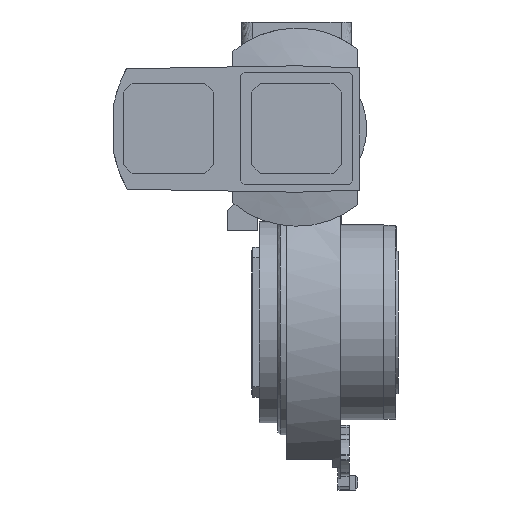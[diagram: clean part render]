
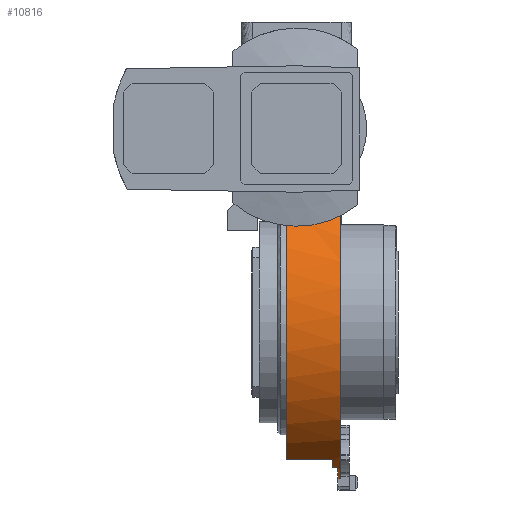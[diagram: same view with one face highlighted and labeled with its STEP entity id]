
A CAD part, left-side view. The second image highlights one B-rep face of the part: STEP entity #10816.
In plain terms, the highlighted cylindrical face has radius 128 mm (diameter 256 mm), a partial arc.
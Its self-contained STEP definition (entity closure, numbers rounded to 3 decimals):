
#18=CYLINDRICAL_SURFACE('',#11237,128.);
#67=CIRCLE('',#11238,128.);
#68=CIRCLE('',#11239,128.);
#69=CIRCLE('',#11240,128.);
#70=CIRCLE('',#11241,128.);
#802=FACE_OUTER_BOUND('',#1414,.T.);
#1414=EDGE_LOOP('',(#8605,#8606,#8607,#8608,#8609,#8610,#8611,#8612));
#1991=B_SPLINE_CURVE_WITH_KNOTS('',3,(#18402,#18403,#18404,#18405,#18406,
#18407,#18408,#18409,#18410,#18411,#18412,#18413),.UNSPECIFIED.,.F.,.F.,
(4,2,2,2,2,4),(2.278,2.29,3.053,4.277,
5.502,6.649),.UNSPECIFIED.);
#2652=LINE('',#18391,#3680);
#2653=LINE('',#18395,#3681);
#2654=LINE('',#18399,#3682);
#3680=VECTOR('',#12570,10.);
#3681=VECTOR('',#12573,10.);
#3682=VECTOR('',#12576,10.);
#4751=VERTEX_POINT('',#18387);
#4752=VERTEX_POINT('',#18388);
#4753=VERTEX_POINT('',#18390);
#4754=VERTEX_POINT('',#18392);
#4755=VERTEX_POINT('',#18394);
#4756=VERTEX_POINT('',#18396);
#4757=VERTEX_POINT('',#18398);
#4758=VERTEX_POINT('',#18400);
#6105=EDGE_CURVE('',#4751,#4752,#67,.T.);
#6106=EDGE_CURVE('',#4753,#4752,#2652,.T.);
#6107=EDGE_CURVE('',#4753,#4754,#68,.T.);
#6108=EDGE_CURVE('',#4755,#4754,#2653,.T.);
#6109=EDGE_CURVE('',#4755,#4756,#69,.F.);
#6110=EDGE_CURVE('',#4757,#4756,#2654,.T.);
#6111=EDGE_CURVE('',#4757,#4758,#70,.T.);
#6112=EDGE_CURVE('',#4758,#4751,#1991,.F.);
#8605=ORIENTED_EDGE('',*,*,#6105,.T.);
#8606=ORIENTED_EDGE('',*,*,#6106,.F.);
#8607=ORIENTED_EDGE('',*,*,#6107,.T.);
#8608=ORIENTED_EDGE('',*,*,#6108,.F.);
#8609=ORIENTED_EDGE('',*,*,#6109,.T.);
#8610=ORIENTED_EDGE('',*,*,#6110,.F.);
#8611=ORIENTED_EDGE('',*,*,#6111,.T.);
#8612=ORIENTED_EDGE('',*,*,#6112,.T.);
#10816=ADVANCED_FACE('',(#802),#18,.T.);
#11237=AXIS2_PLACEMENT_3D('',#18386,#12566,#12567);
#11238=AXIS2_PLACEMENT_3D('',#18389,#12568,#12569);
#11239=AXIS2_PLACEMENT_3D('',#18393,#12571,#12572);
#11240=AXIS2_PLACEMENT_3D('',#18397,#12574,#12575);
#11241=AXIS2_PLACEMENT_3D('',#18401,#12577,#12578);
#12566=DIRECTION('center_axis',(0.,1.,0.));
#12567=DIRECTION('ref_axis',(0.,0.,1.));
#12568=DIRECTION('center_axis',(0.,-1.,0.));
#12569=DIRECTION('ref_axis',(0.,0.,1.));
#12570=DIRECTION('',(0.,1.,0.));
#12571=DIRECTION('center_axis',(0.,-1.,0.));
#12572=DIRECTION('ref_axis',(0.,0.,1.));
#12573=DIRECTION('',(0.,1.,0.));
#12574=DIRECTION('center_axis',(0.,1.,0.));
#12575=DIRECTION('ref_axis',(0.,0.,1.));
#12576=DIRECTION('',(0.,1.,0.));
#12577=DIRECTION('center_axis',(0.,1.,0.));
#12578=DIRECTION('ref_axis',(0.,0.,1.));
#18386=CARTESIAN_POINT('Origin',(300.,-37.15,1315.));
#18387=CARTESIAN_POINT('',(198.254,8.,1392.664));
#18388=CARTESIAN_POINT('',(233.454,8.,1205.658));
#18389=CARTESIAN_POINT('Origin',(300.,8.,1315.));
#18390=CARTESIAN_POINT('',(233.454,-29.,1205.658));
#18391=CARTESIAN_POINT('',(233.454,-37.15,1205.658));
#18392=CARTESIAN_POINT('',(245.506,-29.,1199.179));
#18393=CARTESIAN_POINT('Origin',(300.,-29.,1315.));
#18394=CARTESIAN_POINT('',(245.506,-33.,1199.179));
#18395=CARTESIAN_POINT('',(245.506,-37.15,1199.179));
#18396=CARTESIAN_POINT('',(271.554,-33.,1190.201));
#18397=CARTESIAN_POINT('Origin',(300.,-33.,1315.));
#18398=CARTESIAN_POINT('',(271.554,-35.,1190.201));
#18399=CARTESIAN_POINT('',(271.554,-37.15,1190.201));
#18400=CARTESIAN_POINT('',(205.281,-35.,1401.094));
#18401=CARTESIAN_POINT('Origin',(300.,-35.,1315.));
#18402=CARTESIAN_POINT('Ctrl Pts',(198.254,8.,1392.664));
#18403=CARTESIAN_POINT('Ctrl Pts',(198.25,7.958,1392.66));
#18404=CARTESIAN_POINT('Ctrl Pts',(198.247,7.916,1392.655));
#18405=CARTESIAN_POINT('Ctrl Pts',(198.025,5.197,1392.364));
#18406=CARTESIAN_POINT('Ctrl Pts',(197.924,2.544,1392.23));
#18407=CARTESIAN_POINT('Ctrl Pts',(197.924,-4.082,1392.23));
#18408=CARTESIAN_POINT('Ctrl Pts',(198.182,-8.288,1392.575));
#18409=CARTESIAN_POINT('Ctrl Pts',(199.281,-16.606,1393.996));
#18410=CARTESIAN_POINT('Ctrl Pts',(200.123,-20.718,1395.074));
#18411=CARTESIAN_POINT('Ctrl Pts',(202.342,-28.29,1397.763));
#18412=CARTESIAN_POINT('Ctrl Pts',(203.686,-31.782,1399.34));
#18413=CARTESIAN_POINT('Ctrl Pts',(205.281,-35.,1401.094));
